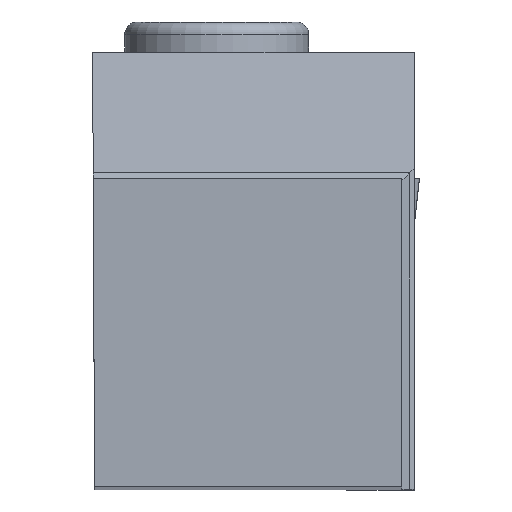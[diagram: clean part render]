
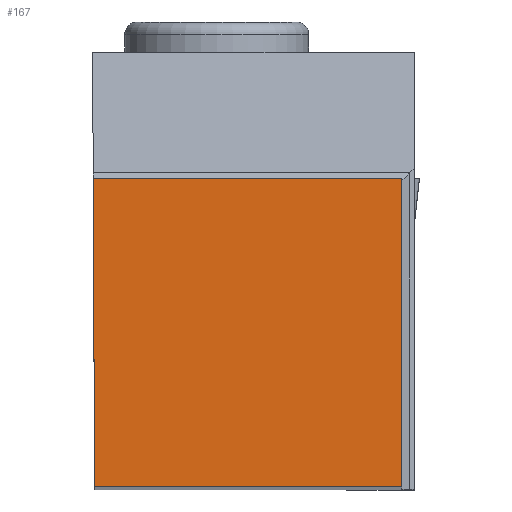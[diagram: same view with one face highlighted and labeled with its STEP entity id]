
A CAD part, top view. The second image highlights one B-rep face of the part: STEP entity #167.
In plain terms, the highlighted planar face has unit normal (0, 0, 1).
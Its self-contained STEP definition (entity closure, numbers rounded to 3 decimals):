
#167=ADVANCED_FACE('BLANK_BOXF006',(#273),#217,.F.);
#217=PLANE('',#1317);
#273=FACE_OUTER_BOUND('',#331,.T.);
#331=EDGE_LOOP('',(#590,#591,#592,#593));
#590=ORIENTED_EDGE('',*,*,#914,.T.);
#591=ORIENTED_EDGE('',*,*,#915,.T.);
#592=ORIENTED_EDGE('',*,*,#910,.T.);
#593=ORIENTED_EDGE('',*,*,#901,.T.);
#763=VERTEX_POINT('',#2033);
#764=VERTEX_POINT('',#2035);
#770=VERTEX_POINT('',#2052);
#773=VERTEX_POINT('',#2060);
#901=EDGE_CURVE('',#764,#763,#1033,.T.);
#910=EDGE_CURVE('',#770,#764,#1041,.T.);
#914=EDGE_CURVE('',#763,#773,#1045,.T.);
#915=EDGE_CURVE('',#773,#770,#1046,.T.);
#1033=LINE('',#2034,#1166);
#1041=LINE('',#2051,#1174);
#1045=LINE('',#2059,#1178);
#1046=LINE('',#2061,#1179);
#1166=VECTOR('',#1546,1.);
#1174=VECTOR('',#1560,1.);
#1178=VECTOR('',#1566,1.);
#1179=VECTOR('',#1567,1.);
#1317=AXIS2_PLACEMENT_3D('',#2062,#1568,#1569);
#1546=DIRECTION('',(1.,0.,0.));
#1560=DIRECTION('',(0.004,-1.,0.));
#1566=DIRECTION('',(0.,1.,0.));
#1567=DIRECTION('',(-1.,0.,0.));
#1568=DIRECTION('',(0.,0.,-1.));
#1569=DIRECTION('',(0.,-1.,0.));
#2033=CARTESIAN_POINT('',(19.875,0.,0.));
#2034=CARTESIAN_POINT('',(-125.35,0.,0.));
#2035=CARTESIAN_POINT('',(0.087,0.,0.));
#2051=CARTESIAN_POINT('',(-0.46,125.349,0.));
#2052=CARTESIAN_POINT('',(0.,19.875,0.));
#2059=CARTESIAN_POINT('',(19.875,-125.35,0.));
#2060=CARTESIAN_POINT('',(19.875,19.875,0.));
#2061=CARTESIAN_POINT('',(125.35,19.875,0.));
#2062=CARTESIAN_POINT('',(20.675,-5.,0.));
